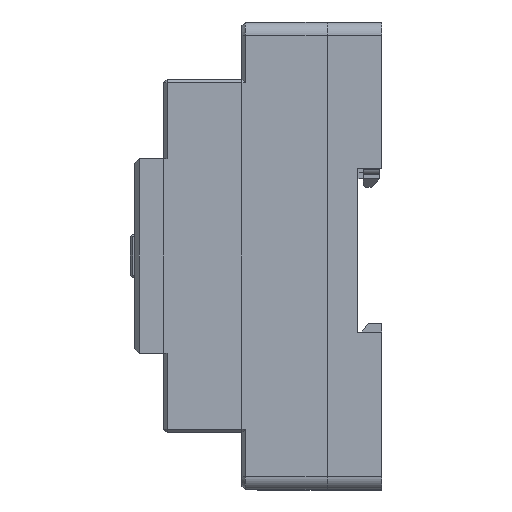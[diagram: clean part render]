
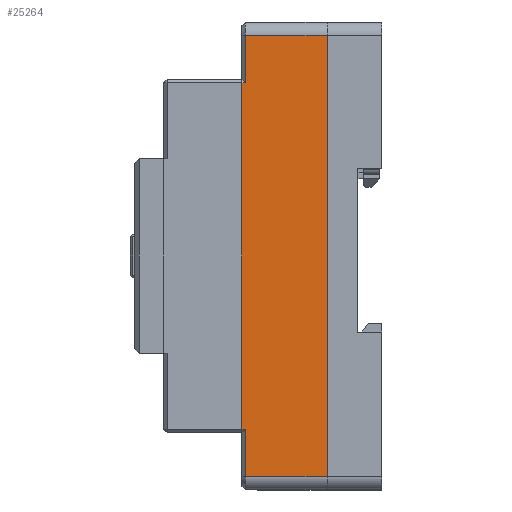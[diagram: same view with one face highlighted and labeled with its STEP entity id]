
A CAD part, left-side view. The second image highlights one B-rep face of the part: STEP entity #25264.
In plain terms, the highlighted face is planar.
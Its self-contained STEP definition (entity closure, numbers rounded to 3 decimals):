
#833=FACE_OUTER_BOUND('',#2225,.T.);
#2225=EDGE_LOOP('',(#17556,#17557,#17558,#17559,#17560,#17561,#17562,#17563));
#4107=LINE('',#36700,#7234);
#4113=LINE('',#36715,#7240);
#4115=LINE('',#36719,#7242);
#4118=LINE('',#36731,#7245);
#4122=LINE('',#36738,#7249);
#4124=LINE('',#36744,#7251);
#4125=LINE('',#36747,#7252);
#4126=LINE('',#36748,#7253);
#7234=VECTOR('',#29504,10.);
#7240=VECTOR('',#29518,10.);
#7242=VECTOR('',#29522,10.);
#7245=VECTOR('',#29533,10.);
#7249=VECTOR('',#29539,10.);
#7251=VECTOR('',#29545,10.);
#7252=VECTOR('',#29550,10.);
#7253=VECTOR('',#29551,10.);
#10963=VERTEX_POINT('',#36697);
#10964=VERTEX_POINT('',#36699);
#10969=VERTEX_POINT('',#36713);
#10970=VERTEX_POINT('',#36717);
#10972=VERTEX_POINT('',#36722);
#10975=VERTEX_POINT('',#36730);
#10977=VERTEX_POINT('',#36736);
#10979=VERTEX_POINT('',#36742);
#13533=EDGE_CURVE('',#10964,#10963,#4107,.T.);
#13541=EDGE_CURVE('',#10963,#10969,#4113,.T.);
#13543=EDGE_CURVE('',#10969,#10970,#4115,.T.);
#13548=EDGE_CURVE('',#10975,#10972,#4118,.T.);
#13552=EDGE_CURVE('',#10977,#10975,#4122,.T.);
#13555=EDGE_CURVE('',#10972,#10979,#4124,.T.);
#13556=EDGE_CURVE('',#10970,#10977,#4125,.T.);
#13557=EDGE_CURVE('',#10979,#10964,#4126,.T.);
#17556=ORIENTED_EDGE('',*,*,#13556,.T.);
#17557=ORIENTED_EDGE('',*,*,#13552,.T.);
#17558=ORIENTED_EDGE('',*,*,#13548,.T.);
#17559=ORIENTED_EDGE('',*,*,#13555,.T.);
#17560=ORIENTED_EDGE('',*,*,#13557,.T.);
#17561=ORIENTED_EDGE('',*,*,#13533,.T.);
#17562=ORIENTED_EDGE('',*,*,#13541,.T.);
#17563=ORIENTED_EDGE('',*,*,#13543,.T.);
#24186=PLANE('',#26824);
#25264=ADVANCED_FACE('',(#833),#24186,.F.);
#26824=AXIS2_PLACEMENT_3D('',#36746,#29548,#29549);
#29504=DIRECTION('',(0.,0.,-1.));
#29518=DIRECTION('',(0.,1.,0.));
#29522=DIRECTION('',(0.,0.,-1.));
#29533=DIRECTION('',(0.,1.,0.));
#29539=DIRECTION('',(0.,0.,1.));
#29545=DIRECTION('',(0.,0.,1.));
#29548=DIRECTION('center_axis',(-1.,0.,0.));
#29549=DIRECTION('ref_axis',(0.,1.,0.));
#29550=DIRECTION('',(0.,1.,0.));
#29551=DIRECTION('',(0.,-1.,0.));
#36697=CARTESIAN_POINT('',(0.,-49.9,-19.5));
#36699=CARTESIAN_POINT('',(0.,-49.9,-1.));
#36700=CARTESIAN_POINT('',(0.,-49.9,0.));
#36713=CARTESIAN_POINT('',(0.,-39.2,-19.5));
#36715=CARTESIAN_POINT('',(0.,-52.9,-19.5));
#36717=CARTESIAN_POINT('',(0.,-39.2,-20.3));
#36719=CARTESIAN_POINT('',(0.,-39.2,-10.15));
#36722=CARTESIAN_POINT('',(0.,49.9,-19.5));
#36730=CARTESIAN_POINT('',(0.,39.2,-19.5));
#36731=CARTESIAN_POINT('',(0.,-6.45,-19.5));
#36736=CARTESIAN_POINT('',(0.,39.2,-20.3));
#36738=CARTESIAN_POINT('',(0.,39.2,-19.));
#36742=CARTESIAN_POINT('',(0.,49.9,-1.));
#36744=CARTESIAN_POINT('',(0.,49.9,0.));
#36746=CARTESIAN_POINT('Origin',(0.,-52.9,
0.));
#36747=CARTESIAN_POINT('',(0.,-26.45,-20.3));
#36748=CARTESIAN_POINT('',(0.,49.9,-1.));
